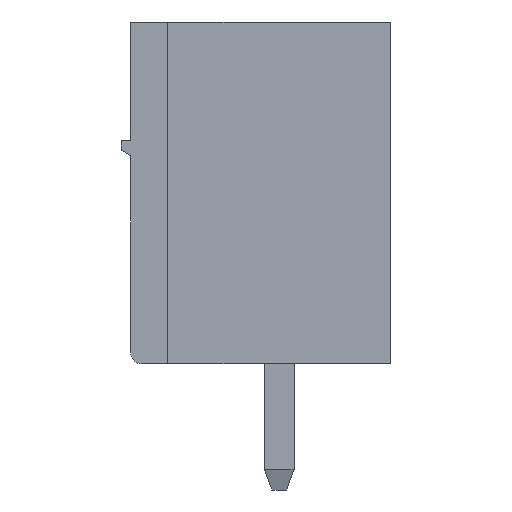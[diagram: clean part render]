
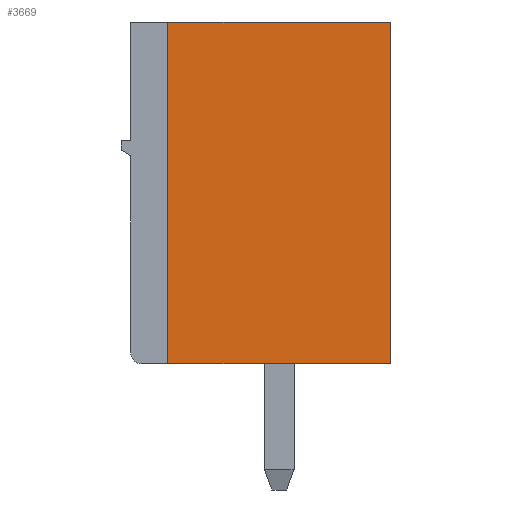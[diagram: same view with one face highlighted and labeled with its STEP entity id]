
A CAD part, left-side view. The second image highlights one B-rep face of the part: STEP entity #3669.
In plain terms, the highlighted planar face has unit normal (-1, 0, 0).
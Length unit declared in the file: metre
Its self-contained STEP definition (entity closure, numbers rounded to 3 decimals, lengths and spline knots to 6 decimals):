
#3669=ADVANCED_FACE('',(#7495),#7496,.F.);
#7495=FACE_OUTER_BOUND('',#11347,.T.);
#7496=PLANE('',#11348);
#11347=EDGE_LOOP('',(#22317,#22318,#22319,#22320));
#11348=AXIS2_PLACEMENT_3D('',#22321,#22322,#22323);
#22317=ORIENTED_EDGE('',*,*,#23118,.F.);
#22318=ORIENTED_EDGE('',*,*,#22681,.F.);
#22319=ORIENTED_EDGE('',*,*,#26902,.T.);
#22320=ORIENTED_EDGE('',*,*,#23262,.T.);
#22321=CARTESIAN_POINT('',(-1.091827,0.00386,0.000933));
#22322=DIRECTION('',(1.0,0.,0.));
#22323=DIRECTION('',(0.0,0.,1.0));
#22681=EDGE_CURVE('',#27064,#27059,#27066,.T.);
#23118=EDGE_CURVE('',#27059,#27938,#27939,.T.);
#23262=EDGE_CURVE('',#28192,#27938,#28193,.T.);
#26902=EDGE_CURVE('',#27064,#28192,#33237,.T.);
#27059=VERTEX_POINT('',#33436);
#27064=VERTEX_POINT('',#33444);
#27066=LINE('',#33447,#33448);
#27938=VERTEX_POINT('',#34689);
#27939=LINE('',#34690,#34691);
#28192=VERTEX_POINT('',#35081);
#28193=LINE('',#35082,#35083);
#33237=LINE('',#42502,#42503);
#33436=CARTESIAN_POINT('',(-1.091827,0.00386,0.000933));
#33444=CARTESIAN_POINT('',(-1.091827,0.00986,0.000933));
#33447=CARTESIAN_POINT('',(-1.091827,0.00386,0.000933));
#33448=VECTOR('',#42664,1.0);
#34689=CARTESIAN_POINT('',(-1.091827,0.00386,-0.008267));
#34690=CARTESIAN_POINT('',(-1.091827,0.00386,0.000933));
#34691=VECTOR('',#43232,1.0);
#35081=CARTESIAN_POINT('',(-1.091827,0.00986,-0.008267));
#35082=CARTESIAN_POINT('',(-1.091827,0.00386,-0.008267));
#35083=VECTOR('',#43385,1.0);
#42502=CARTESIAN_POINT('',(-1.091827,0.00986,0.000933));
#42503=VECTOR('',#46079,1.0);
#42664=DIRECTION('',(0.,-1.0,0.));
#43232=DIRECTION('',(0.,0.,-1.0));
#43385=DIRECTION('',(0.,-1.0,0.));
#46079=DIRECTION('',(0.,0.,-1.0));
